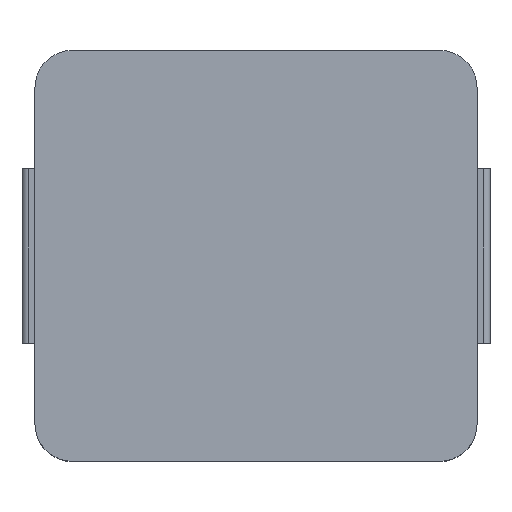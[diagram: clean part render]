
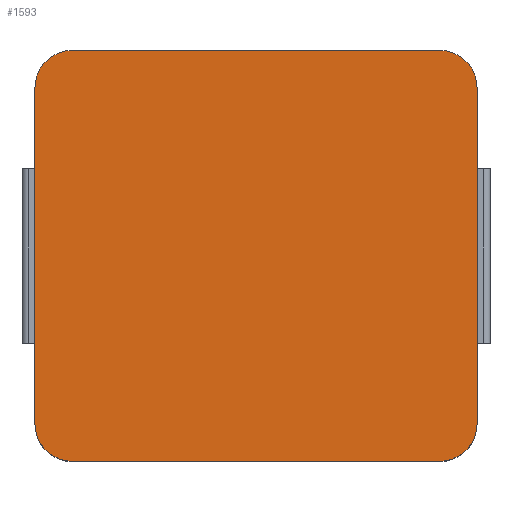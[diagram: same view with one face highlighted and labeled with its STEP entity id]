
A CAD part, top view. The second image highlights one B-rep face of the part: STEP entity #1593.
In plain terms, the highlighted planar face has unit normal (0, 0, 1).
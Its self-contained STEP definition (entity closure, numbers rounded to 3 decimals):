
#43 = PLANE('',#44);
#44 = AXIS2_PLACEMENT_3D('',#45,#46,#47);
#45 = CARTESIAN_POINT('',(0.,-3.3,1.5));
#46 = DIRECTION('',(0.,-1.,0.));
#47 = DIRECTION('',(0.,0.,-1.));
#71 = CYLINDRICAL_SURFACE('',#72,0.6);
#72 = AXIS2_PLACEMENT_3D('',#73,#74,#75);
#73 = CARTESIAN_POINT('',(2.95,-2.7,0.3));
#74 = DIRECTION('',(0.,0.,1.));
#75 = DIRECTION('',(0.,-1.,0.));
#98 = PLANE('',#99);
#99 = AXIS2_PLACEMENT_3D('',#100,#101,#102);
#100 = CARTESIAN_POINT('',(3.55,3.3,0.));
#101 = DIRECTION('',(-1.,0.,0.));
#102 = DIRECTION('',(0.,0.,1.));
#130 = CYLINDRICAL_SURFACE('',#131,0.6);
#131 = AXIS2_PLACEMENT_3D('',#132,#133,#134);
#132 = CARTESIAN_POINT('',(2.95,2.7,0.3));
#133 = DIRECTION('',(0.,0.,1.));
#134 = DIRECTION('',(0.,1.,0.));
#157 = PLANE('',#158);
#158 = AXIS2_PLACEMENT_3D('',#159,#160,#161);
#159 = CARTESIAN_POINT('',(0.,3.3,1.5));
#160 = DIRECTION('',(0.,-1.,0.));
#161 = DIRECTION('',(0.,0.,-1.));
#189 = CYLINDRICAL_SURFACE('',#190,0.6);
#190 = AXIS2_PLACEMENT_3D('',#191,#192,#193);
#191 = CARTESIAN_POINT('',(-2.95,2.7,3.));
#192 = DIRECTION('',(0.,0.,-1.));
#193 = DIRECTION('',(-1.,0.,0.));
#216 = PLANE('',#217);
#217 = AXIS2_PLACEMENT_3D('',#218,#219,#220);
#218 = CARTESIAN_POINT('',(-3.55,3.3,3.));
#219 = DIRECTION('',(1.,0.,0.));
#220 = DIRECTION('',(0.,0.,-1.));
#246 = CYLINDRICAL_SURFACE('',#247,0.6);
#247 = AXIS2_PLACEMENT_3D('',#248,#249,#250);
#248 = CARTESIAN_POINT('',(-2.95,-2.7,3.));
#249 = DIRECTION('',(0.,0.,-1.));
#250 = DIRECTION('',(0.,-1.,0.));
#599 = EDGE_CURVE('',#600,#602,#604,.T.);
#600 = VERTEX_POINT('',#601);
#601 = CARTESIAN_POINT('',(2.95,-3.3,3.));
#602 = VERTEX_POINT('',#603);
#603 = CARTESIAN_POINT('',(-2.95,-3.3,3.));
#604 = SURFACE_CURVE('',#605,(#609,#616),.PCURVE_S1.);
#605 = LINE('',#606,#607);
#606 = CARTESIAN_POINT('',(3.55,-3.3,3.));
#607 = VECTOR('',#608,1.);
#608 = DIRECTION('',(-1.,0.,0.));
#609 = PCURVE('',#43,#610);
#610 = DEFINITIONAL_REPRESENTATION('',(#611),#615);
#611 = LINE('',#612,#613);
#612 = CARTESIAN_POINT('',(-1.5,3.55));
#613 = VECTOR('',#614,1.);
#614 = DIRECTION('',(0.,-1.));
#615 = ( GEOMETRIC_REPRESENTATION_CONTEXT(2) 
PARAMETRIC_REPRESENTATION_CONTEXT() REPRESENTATION_CONTEXT('2D SPACE',''
  ) );
#616 = PCURVE('',#617,#622);
#617 = PLANE('',#618);
#618 = AXIS2_PLACEMENT_3D('',#619,#620,#621);
#619 = CARTESIAN_POINT('',(3.55,3.3,3.));
#620 = DIRECTION('',(0.,0.,-1.));
#621 = DIRECTION('',(-1.,0.,0.));
#622 = DEFINITIONAL_REPRESENTATION('',(#623),#627);
#623 = LINE('',#624,#625);
#624 = CARTESIAN_POINT('',(0.,-6.6));
#625 = VECTOR('',#626,1.);
#626 = DIRECTION('',(1.,0.));
#627 = ( GEOMETRIC_REPRESENTATION_CONTEXT(2) 
PARAMETRIC_REPRESENTATION_CONTEXT() REPRESENTATION_CONTEXT('2D SPACE',''
  ) );
#677 = VERTEX_POINT('',#678);
#678 = CARTESIAN_POINT('',(3.55,-2.7,3.));
#699 = EDGE_CURVE('',#600,#677,#700,.T.);
#700 = SURFACE_CURVE('',#701,(#706,#713),.PCURVE_S1.);
#701 = CIRCLE('',#702,0.6);
#702 = AXIS2_PLACEMENT_3D('',#703,#704,#705);
#703 = CARTESIAN_POINT('',(2.95,-2.7,3.));
#704 = DIRECTION('',(0.,0.,1.));
#705 = DIRECTION('',(0.,-1.,0.));
#706 = PCURVE('',#71,#707);
#707 = DEFINITIONAL_REPRESENTATION('',(#708),#712);
#708 = LINE('',#709,#710);
#709 = CARTESIAN_POINT('',(0.,2.7));
#710 = VECTOR('',#711,1.);
#711 = DIRECTION('',(1.,0.));
#712 = ( GEOMETRIC_REPRESENTATION_CONTEXT(2) 
PARAMETRIC_REPRESENTATION_CONTEXT() REPRESENTATION_CONTEXT('2D SPACE',''
  ) );
#713 = PCURVE('',#617,#714);
#714 = DEFINITIONAL_REPRESENTATION('',(#715),#723);
#715 = ( BOUNDED_CURVE() B_SPLINE_CURVE(2,(#716,#717,#718,#719,#720,#721
,#722),.UNSPECIFIED.,.T.,.F.) B_SPLINE_CURVE_WITH_KNOTS((1,2,2,2,2,1),(
    -2.094,0.,2.094,4.189,6.283,
8.378),.UNSPECIFIED.) CURVE() GEOMETRIC_REPRESENTATION_ITEM() 
RATIONAL_B_SPLINE_CURVE((1.,0.5,1.,0.5,1.,0.5,1.)) REPRESENTATION_ITEM(
  '') );
#716 = CARTESIAN_POINT('',(0.6,-6.6));
#717 = CARTESIAN_POINT('',(-0.439,-6.6));
#718 = CARTESIAN_POINT('',(0.08,-5.7));
#719 = CARTESIAN_POINT('',(0.6,-4.8));
#720 = CARTESIAN_POINT('',(1.12,-5.7));
#721 = CARTESIAN_POINT('',(1.639,-6.6));
#722 = CARTESIAN_POINT('',(0.6,-6.6));
#723 = ( GEOMETRIC_REPRESENTATION_CONTEXT(2) 
PARAMETRIC_REPRESENTATION_CONTEXT() REPRESENTATION_CONTEXT('2D SPACE',''
  ) );
#729 = EDGE_CURVE('',#602,#730,#732,.T.);
#730 = VERTEX_POINT('',#731);
#731 = CARTESIAN_POINT('',(-3.55,-2.7,3.));
#732 = SURFACE_CURVE('',#733,(#738,#745),.PCURVE_S1.);
#733 = CIRCLE('',#734,0.6);
#734 = AXIS2_PLACEMENT_3D('',#735,#736,#737);
#735 = CARTESIAN_POINT('',(-2.95,-2.7,3.));
#736 = DIRECTION('',(0.,0.,-1.));
#737 = DIRECTION('',(0.,1.,0.));
#738 = PCURVE('',#246,#739);
#739 = DEFINITIONAL_REPRESENTATION('',(#740),#744);
#740 = LINE('',#741,#742);
#741 = CARTESIAN_POINT('',(-3.142,0.));
#742 = VECTOR('',#743,1.);
#743 = DIRECTION('',(1.,0.));
#744 = ( GEOMETRIC_REPRESENTATION_CONTEXT(2) 
PARAMETRIC_REPRESENTATION_CONTEXT() REPRESENTATION_CONTEXT('2D SPACE',''
  ) );
#745 = PCURVE('',#617,#746);
#746 = DEFINITIONAL_REPRESENTATION('',(#747),#751);
#747 = CIRCLE('',#748,0.6);
#748 = AXIS2_PLACEMENT_2D('',#749,#750);
#749 = CARTESIAN_POINT('',(6.5,-6.));
#750 = DIRECTION('',(0.,1.));
#751 = ( GEOMETRIC_REPRESENTATION_CONTEXT(2) 
PARAMETRIC_REPRESENTATION_CONTEXT() REPRESENTATION_CONTEXT('2D SPACE',''
  ) );
#779 = EDGE_CURVE('',#780,#677,#782,.T.);
#780 = VERTEX_POINT('',#781);
#781 = CARTESIAN_POINT('',(3.55,2.7,3.));
#782 = SURFACE_CURVE('',#783,(#787,#794),.PCURVE_S1.);
#783 = LINE('',#784,#785);
#784 = CARTESIAN_POINT('',(3.55,3.3,3.));
#785 = VECTOR('',#786,1.);
#786 = DIRECTION('',(0.,-1.,0.));
#787 = PCURVE('',#98,#788);
#788 = DEFINITIONAL_REPRESENTATION('',(#789),#793);
#789 = LINE('',#790,#791);
#790 = CARTESIAN_POINT('',(3.,0.));
#791 = VECTOR('',#792,1.);
#792 = DIRECTION('',(0.,-1.));
#793 = ( GEOMETRIC_REPRESENTATION_CONTEXT(2) 
PARAMETRIC_REPRESENTATION_CONTEXT() REPRESENTATION_CONTEXT('2D SPACE',''
  ) );
#794 = PCURVE('',#617,#795);
#795 = DEFINITIONAL_REPRESENTATION('',(#796),#800);
#796 = LINE('',#797,#798);
#797 = CARTESIAN_POINT('',(0.,0.));
#798 = VECTOR('',#799,1.);
#799 = DIRECTION('',(0.,-1.));
#800 = ( GEOMETRIC_REPRESENTATION_CONTEXT(2) 
PARAMETRIC_REPRESENTATION_CONTEXT() REPRESENTATION_CONTEXT('2D SPACE',''
  ) );
#830 = VERTEX_POINT('',#831);
#831 = CARTESIAN_POINT('',(-3.55,2.7,3.));
#852 = EDGE_CURVE('',#830,#730,#853,.T.);
#853 = SURFACE_CURVE('',#854,(#858,#865),.PCURVE_S1.);
#854 = LINE('',#855,#856);
#855 = CARTESIAN_POINT('',(-3.55,3.3,3.));
#856 = VECTOR('',#857,1.);
#857 = DIRECTION('',(0.,-1.,0.));
#858 = PCURVE('',#216,#859);
#859 = DEFINITIONAL_REPRESENTATION('',(#860),#864);
#860 = LINE('',#861,#862);
#861 = CARTESIAN_POINT('',(0.,0.));
#862 = VECTOR('',#863,1.);
#863 = DIRECTION('',(0.,-1.));
#864 = ( GEOMETRIC_REPRESENTATION_CONTEXT(2) 
PARAMETRIC_REPRESENTATION_CONTEXT() REPRESENTATION_CONTEXT('2D SPACE',''
  ) );
#865 = PCURVE('',#617,#866);
#866 = DEFINITIONAL_REPRESENTATION('',(#867),#871);
#867 = LINE('',#868,#869);
#868 = CARTESIAN_POINT('',(7.1,0.));
#869 = VECTOR('',#870,1.);
#870 = DIRECTION('',(0.,-1.));
#871 = ( GEOMETRIC_REPRESENTATION_CONTEXT(2) 
PARAMETRIC_REPRESENTATION_CONTEXT() REPRESENTATION_CONTEXT('2D SPACE',''
  ) );
#879 = EDGE_CURVE('',#880,#780,#882,.T.);
#880 = VERTEX_POINT('',#881);
#881 = CARTESIAN_POINT('',(2.95,3.3,3.));
#882 = SURFACE_CURVE('',#883,(#888,#895),.PCURVE_S1.);
#883 = CIRCLE('',#884,0.6);
#884 = AXIS2_PLACEMENT_3D('',#885,#886,#887);
#885 = CARTESIAN_POINT('',(2.95,2.7,3.));
#886 = DIRECTION('',(0.,0.,-1.));
#887 = DIRECTION('',(0.,-1.,0.));
#888 = PCURVE('',#130,#889);
#889 = DEFINITIONAL_REPRESENTATION('',(#890),#894);
#890 = LINE('',#891,#892);
#891 = CARTESIAN_POINT('',(3.142,2.7));
#892 = VECTOR('',#893,1.);
#893 = DIRECTION('',(-1.,0.));
#894 = ( GEOMETRIC_REPRESENTATION_CONTEXT(2) 
PARAMETRIC_REPRESENTATION_CONTEXT() REPRESENTATION_CONTEXT('2D SPACE',''
  ) );
#895 = PCURVE('',#617,#896);
#896 = DEFINITIONAL_REPRESENTATION('',(#897),#901);
#897 = CIRCLE('',#898,0.6);
#898 = AXIS2_PLACEMENT_2D('',#899,#900);
#899 = CARTESIAN_POINT('',(0.6,-0.6));
#900 = DIRECTION('',(0.,-1.));
#901 = ( GEOMETRIC_REPRESENTATION_CONTEXT(2) 
PARAMETRIC_REPRESENTATION_CONTEXT() REPRESENTATION_CONTEXT('2D SPACE',''
  ) );
#927 = EDGE_CURVE('',#830,#928,#930,.T.);
#928 = VERTEX_POINT('',#929);
#929 = CARTESIAN_POINT('',(-2.95,3.3,3.));
#930 = SURFACE_CURVE('',#931,(#936,#943),.PCURVE_S1.);
#931 = CIRCLE('',#932,0.6);
#932 = AXIS2_PLACEMENT_3D('',#933,#934,#935);
#933 = CARTESIAN_POINT('',(-2.95,2.7,3.));
#934 = DIRECTION('',(0.,0.,-1.));
#935 = DIRECTION('',(0.,1.,0.));
#936 = PCURVE('',#189,#937);
#937 = DEFINITIONAL_REPRESENTATION('',(#938),#942);
#938 = LINE('',#939,#940);
#939 = CARTESIAN_POINT('',(-4.712,0.));
#940 = VECTOR('',#941,1.);
#941 = DIRECTION('',(1.,0.));
#942 = ( GEOMETRIC_REPRESENTATION_CONTEXT(2) 
PARAMETRIC_REPRESENTATION_CONTEXT() REPRESENTATION_CONTEXT('2D SPACE',''
  ) );
#943 = PCURVE('',#617,#944);
#944 = DEFINITIONAL_REPRESENTATION('',(#945),#949);
#945 = CIRCLE('',#946,0.6);
#946 = AXIS2_PLACEMENT_2D('',#947,#948);
#947 = CARTESIAN_POINT('',(6.5,-0.6));
#948 = DIRECTION('',(0.,1.));
#949 = ( GEOMETRIC_REPRESENTATION_CONTEXT(2) 
PARAMETRIC_REPRESENTATION_CONTEXT() REPRESENTATION_CONTEXT('2D SPACE',''
  ) );
#977 = EDGE_CURVE('',#880,#928,#978,.T.);
#978 = SURFACE_CURVE('',#979,(#983,#990),.PCURVE_S1.);
#979 = LINE('',#980,#981);
#980 = CARTESIAN_POINT('',(3.55,3.3,3.));
#981 = VECTOR('',#982,1.);
#982 = DIRECTION('',(-1.,0.,0.));
#983 = PCURVE('',#157,#984);
#984 = DEFINITIONAL_REPRESENTATION('',(#985),#989);
#985 = LINE('',#986,#987);
#986 = CARTESIAN_POINT('',(-1.5,3.55));
#987 = VECTOR('',#988,1.);
#988 = DIRECTION('',(0.,-1.));
#989 = ( GEOMETRIC_REPRESENTATION_CONTEXT(2) 
PARAMETRIC_REPRESENTATION_CONTEXT() REPRESENTATION_CONTEXT('2D SPACE',''
  ) );
#990 = PCURVE('',#617,#991);
#991 = DEFINITIONAL_REPRESENTATION('',(#992),#996);
#992 = LINE('',#993,#994);
#993 = CARTESIAN_POINT('',(0.,0.));
#994 = VECTOR('',#995,1.);
#995 = DIRECTION('',(1.,0.));
#996 = ( GEOMETRIC_REPRESENTATION_CONTEXT(2) 
PARAMETRIC_REPRESENTATION_CONTEXT() REPRESENTATION_CONTEXT('2D SPACE',''
  ) );
#1593 = ADVANCED_FACE('',(#1594),#617,.F.);
#1594 = FACE_BOUND('',#1595,.F.);
#1595 = EDGE_LOOP('',(#1596,#1597,#1598,#1599,#1600,#1601,#1602,#1603));
#1596 = ORIENTED_EDGE('',*,*,#779,.T.);
#1597 = ORIENTED_EDGE('',*,*,#699,.F.);
#1598 = ORIENTED_EDGE('',*,*,#599,.T.);
#1599 = ORIENTED_EDGE('',*,*,#729,.T.);
#1600 = ORIENTED_EDGE('',*,*,#852,.F.);
#1601 = ORIENTED_EDGE('',*,*,#927,.T.);
#1602 = ORIENTED_EDGE('',*,*,#977,.F.);
#1603 = ORIENTED_EDGE('',*,*,#879,.T.);
